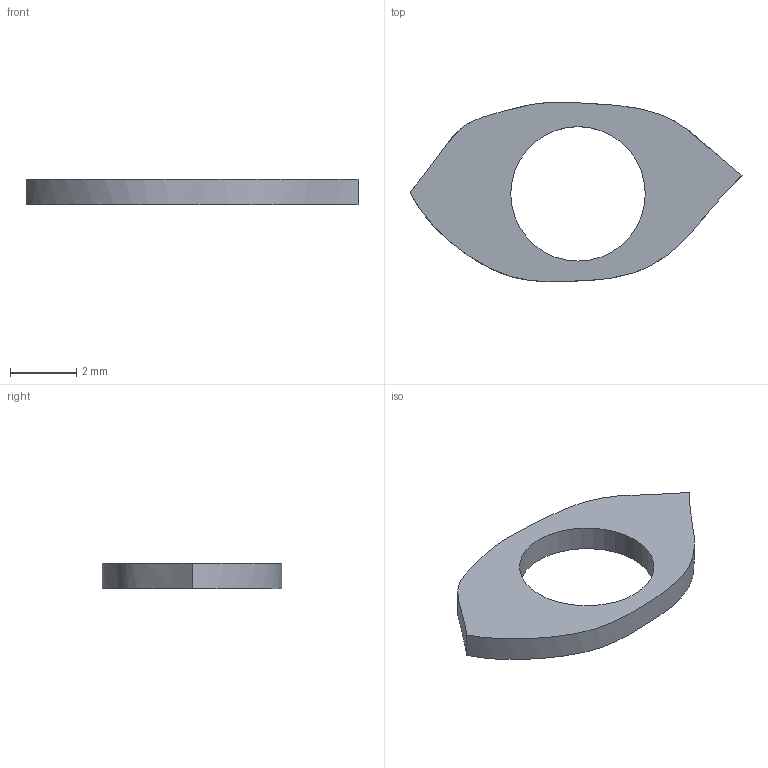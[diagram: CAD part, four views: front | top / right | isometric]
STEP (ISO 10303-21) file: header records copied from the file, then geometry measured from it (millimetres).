
FILE_DESCRIPTION(/* description */ (''),/* implementation_level */ '2;1');
FILE_NAME(/* name */ 'eyecap 1-wide sclera.step',/* time_stamp */ '2025-06-16T11:03:17-04:00',/* author */ (''),/* organization */ (''),/* preprocessor_version */ 'ST-DEVELOPER v20.1',/* originating_system */ 'Autodesk Translation Framework v14.10.0.0',/* authorisation */ '');
FILE_SCHEMA (('AUTOMOTIVE_DESIGN { 1 0 10303 214 3 1 1 }'));
Length unit declared in the file: inch
Products named in the file (1): eyecap
Bounding box: 10.03 x 5.43 x 0.76 mm (x, y, z)
Volume: 19.9 mm3; surface area: 80.4 mm2
Topology: 1 solids, 1 shells, 5 faces, 9 edges, 6 vertices
Faces by surface type: bspline 2, plane 2, cylinder 1
Full cylindrical faces by diameter (mm): 4.064 x1
Entity records: 330 total; most frequent: CARTESIAN_POINT 191, ORIENTED_EDGE 18, DIRECTION 15, EDGE_CURVE 9, EDGE_LOOP 7, VERTEX_POINT 6, AXIS2_PLACEMENT_3D 6, FACE_OUTER_BOUND 5
